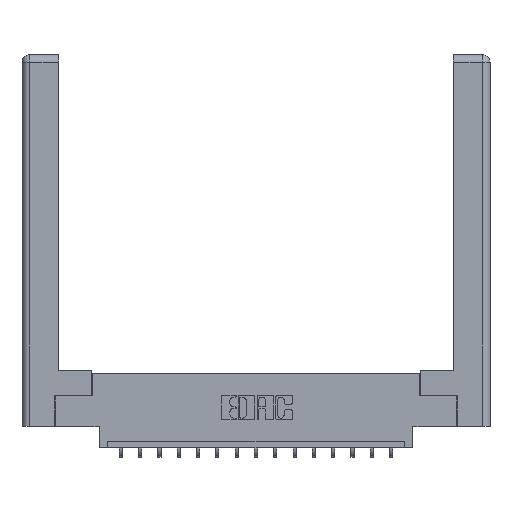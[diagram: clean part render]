
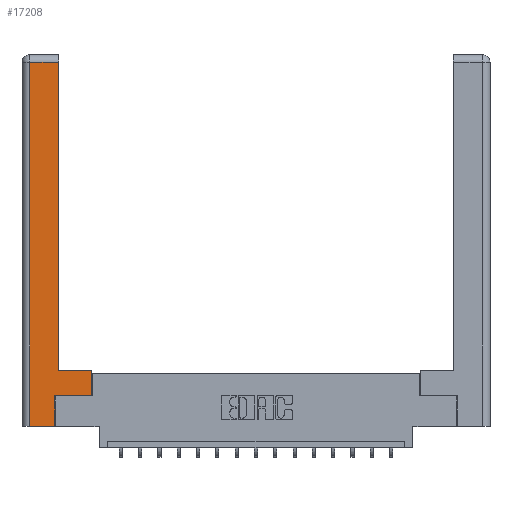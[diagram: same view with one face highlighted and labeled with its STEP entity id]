
A CAD part, top view. The second image highlights one B-rep face of the part: STEP entity #17208.
In plain terms, the highlighted planar face has unit normal (0, 0, 1).
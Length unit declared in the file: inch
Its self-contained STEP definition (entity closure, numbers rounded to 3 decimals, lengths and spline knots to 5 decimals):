
#92 = CARTESIAN_POINT ( 'NONE',  ( 0.565, 0.45, 0. ) ) ;
#273 = CARTESIAN_POINT ( 'NONE',  ( 0.265, 0.245, 0. ) ) ;
#658 = VECTOR ( 'NONE', #5716, 39.37008 ) ;
#837 = VERTEX_POINT ( 'NONE', #14704 ) ;
#897 = DIRECTION ( 'NONE',  ( 1., 0., 0. ) ) ;
#1129 = LINE ( 'NONE', #8437, #15506 ) ;
#1331 = ORIENTED_EDGE ( 'NONE', *, *, #12082, .T. ) ;
#1735 = ORIENTED_EDGE ( 'NONE', *, *, #15592, .T. ) ;
#2413 = ORIENTED_EDGE ( 'NONE', *, *, #12645, .T. ) ;
#2476 = EDGE_CURVE ( 'NONE', #10702, #837, #4645, .T. ) ;
#2601 = VECTOR ( 'NONE', #10838, 39.37008 ) ;
#2671 = VERTEX_POINT ( 'NONE', #5431 ) ;
#3346 = DIRECTION ( 'NONE',  ( -1., 0., 0. ) ) ;
#3437 = VERTEX_POINT ( 'NONE', #7161 ) ;
#4269 = LINE ( 'NONE', #14722, #658 ) ;
#4496 = DIRECTION ( 'NONE',  ( 0., 1., 0. ) ) ;
#4499 = AXIS2_PLACEMENT_3D ( 'NONE', #8932, #15498, #3346 ) ;
#4645 = LINE ( 'NONE', #11542, #10937 ) ;
#4740 = CARTESIAN_POINT ( 'NONE',  ( 0.0615, 2.94, 0. ) ) ;
#4752 = LINE ( 'NONE', #273, #8094 ) ;
#5126 = LINE ( 'NONE', #7392, #14595 ) ;
#5257 = DIRECTION ( 'NONE',  ( 0., -1., 0. ) ) ;
#5271 = LINE ( 'NONE', #8162, #7150 ) ;
#5360 = ORIENTED_EDGE ( 'NONE', *, *, #5609, .T. ) ;
#5431 = CARTESIAN_POINT ( 'NONE',  ( 0.295, 2.94, 0. ) ) ;
#5487 = ORIENTED_EDGE ( 'NONE', *, *, #9149, .T. ) ;
#5609 = EDGE_CURVE ( 'NONE', #837, #3437, #16847, .T. ) ;
#5716 = DIRECTION ( 'NONE',  ( 0., 1., 0. ) ) ;
#5788 = ORIENTED_EDGE ( 'NONE', *, *, #7628, .T. ) ;
#7094 = VERTEX_POINT ( 'NONE', #7253 ) ;
#7150 = VECTOR ( 'NONE', #16366, 39.37008 ) ;
#7161 = CARTESIAN_POINT ( 'NONE',  ( 0.265, 0., 0. ) ) ;
#7253 = CARTESIAN_POINT ( 'NONE',  ( 0.295, 0.45, 0. ) ) ;
#7392 = CARTESIAN_POINT ( 'NONE',  ( 0.565, 0.245, 0. ) ) ;
#7628 = EDGE_CURVE ( 'NONE', #3437, #17133, #4752, .T. ) ;
#7914 = CARTESIAN_POINT ( 'NONE',  ( 0.265, 0., 0. ) ) ;
#8094 = VECTOR ( 'NONE', #4496, 39.37008 ) ;
#8162 = CARTESIAN_POINT ( 'NONE',  ( 0.295, 0.45, 0. ) ) ;
#8437 = CARTESIAN_POINT ( 'NONE',  ( 0.0615, 2.94, 0. ) ) ;
#8529 = CARTESIAN_POINT ( 'NONE',  ( 0.265, 0.245, 0. ) ) ;
#8587 = EDGE_CURVE ( 'NONE', #15050, #11675, #10380, .T. ) ;
#8932 = CARTESIAN_POINT ( 'NONE',  ( 0., 0., 0. ) ) ;
#9149 = EDGE_CURVE ( 'NONE', #11675, #7094, #5271, .T. ) ;
#10380 = LINE ( 'NONE', #92, #2601 ) ;
#10702 = VERTEX_POINT ( 'NONE', #4740 ) ;
#10838 = DIRECTION ( 'NONE',  ( 0., 1., 0. ) ) ;
#10937 = VECTOR ( 'NONE', #5257, 39.37008 ) ;
#11084 = DIRECTION ( 'NONE',  ( -1., 0., 0. ) ) ;
#11542 = CARTESIAN_POINT ( 'NONE',  ( 0.0615, 0., 0. ) ) ;
#11675 = VERTEX_POINT ( 'NONE', #16852 ) ;
#12082 = EDGE_CURVE ( 'NONE', #17133, #15050, #5126, .T. ) ;
#12249 = CARTESIAN_POINT ( 'NONE',  ( 0.565, 0.245, 0. ) ) ;
#12645 = EDGE_CURVE ( 'NONE', #7094, #2671, #4269, .T. ) ;
#12694 = DIRECTION ( 'NONE',  ( 1., 0., 0. ) ) ;
#12828 = PLANE ( 'NONE',  #4499 ) ;
#13270 = ORIENTED_EDGE ( 'NONE', *, *, #2476, .T. ) ;
#13549 = FACE_OUTER_BOUND ( 'NONE', #14291, .T. ) ;
#14291 = EDGE_LOOP ( 'NONE', ( #2413, #1735, #13270, #5360, #5788, #1331, #16665, #5487 ) ) ;
#14595 = VECTOR ( 'NONE', #12694, 39.37008 ) ;
#14704 = CARTESIAN_POINT ( 'NONE',  ( 0.0615, 0., 0. ) ) ;
#14722 = CARTESIAN_POINT ( 'NONE',  ( 0.295, 3., 0. ) ) ;
#14931 = VECTOR ( 'NONE', #897, 39.37008 ) ;
#15050 = VERTEX_POINT ( 'NONE', #12249 ) ;
#15498 = DIRECTION ( 'NONE',  ( 0., 0., -1. ) ) ;
#15506 = VECTOR ( 'NONE', #11084, 39.37008 ) ;
#15592 = EDGE_CURVE ( 'NONE', #2671, #10702, #1129, .T. ) ;
#16366 = DIRECTION ( 'NONE',  ( -1., 0., 0. ) ) ;
#16665 = ORIENTED_EDGE ( 'NONE', *, *, #8587, .T. ) ;
#16847 = LINE ( 'NONE', #7914, #14931 ) ;
#16852 = CARTESIAN_POINT ( 'NONE',  ( 0.565, 0.45, 0. ) ) ;
#17133 = VERTEX_POINT ( 'NONE', #8529 ) ;
#17208 = ADVANCED_FACE ( 'NONE', ( #13549 ), #12828, .F. ) ;
